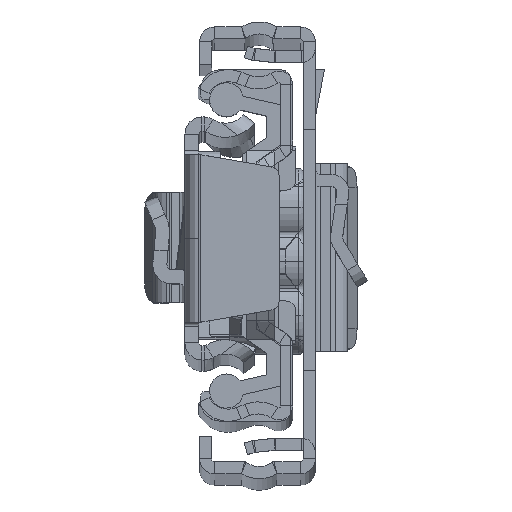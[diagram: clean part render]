
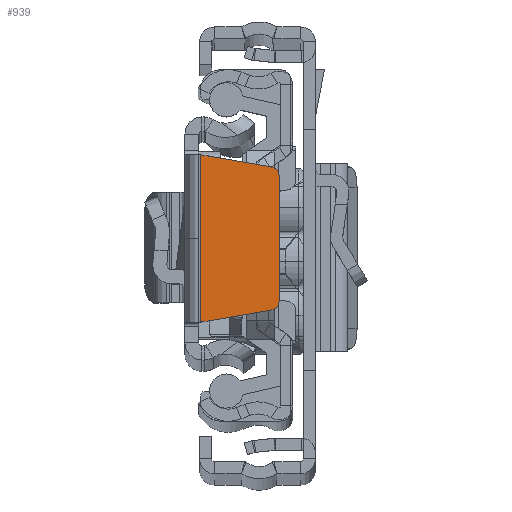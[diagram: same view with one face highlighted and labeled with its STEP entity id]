
A CAD part, top view. The second image highlights one B-rep face of the part: STEP entity #939.
In plain terms, the highlighted planar face has unit normal (0, 0, 1).
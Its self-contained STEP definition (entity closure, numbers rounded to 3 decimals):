
#152 = PLANE ( 'NONE',  #3192 ) ;
#485 = DIRECTION ( 'NONE',  ( 0., 0., -1. ) ) ;
#539 = ORIENTED_EDGE ( 'NONE', *, *, #15244, .T. ) ;
#939 = ADVANCED_FACE ( 'NONE', ( #15507 ), #152, .F. ) ;
#1717 = ORIENTED_EDGE ( 'NONE', *, *, #8211, .T. ) ;
#1810 = CARTESIAN_POINT ( 'NONE',  ( 8.4, -6.156, 0. ) ) ;
#2128 = DIRECTION ( 'NONE',  ( 0., 0., 1. ) ) ;
#2585 = DIRECTION ( 'NONE',  ( 0., 1., 0. ) ) ;
#2998 = VECTOR ( 'NONE', #11653, 1000. ) ;
#3192 = AXIS2_PLACEMENT_3D ( 'NONE', #16830, #485, #13862 ) ;
#3597 = DIRECTION ( 'NONE',  ( 0., 0., 1. ) ) ;
#4280 = CARTESIAN_POINT ( 'NONE',  ( 9.4, 6.156, 0. ) ) ;
#4322 = LINE ( 'NONE', #10915, #11453 ) ;
#5126 = CARTESIAN_POINT ( 'NONE',  ( 8.4, 6.156, 0. ) ) ;
#6424 = LINE ( 'NONE', #18419, #13199 ) ;
#6684 = CARTESIAN_POINT ( 'NONE',  ( 1.6, -8.333, 0. ) ) ;
#6824 = VECTOR ( 'NONE', #14019, 1000. ) ;
#6859 = EDGE_CURVE ( 'NONE', #15103, #21371, #18625, .T. ) ;
#7019 = AXIS2_PLACEMENT_3D ( 'NONE', #1810, #2128, #8504 ) ;
#8211 = EDGE_CURVE ( 'NONE', #21726, #14226, #4322, .T. ) ;
#8504 = DIRECTION ( 'NONE',  ( 1., 0., 0. ) ) ;
#9341 = EDGE_CURVE ( 'NONE', #19124, #9798, #6424, .T. ) ;
#9798 = VERTEX_POINT ( 'NONE', #13728 ) ;
#10915 = CARTESIAN_POINT ( 'NONE',  ( 9.4, 6.156, 0. ) ) ;
#10975 = ORIENTED_EDGE ( 'NONE', *, *, #6859, .T. ) ;
#11453 = VECTOR ( 'NONE', #2585, 1000. ) ;
#11653 = DIRECTION ( 'NONE',  ( 0., -1., 0. ) ) ;
#11865 = CARTESIAN_POINT ( 'NONE',  ( 9.4, -6.156, 0. ) ) ;
#12638 = CARTESIAN_POINT ( 'NONE',  ( 8.568, 7.142, 0. ) ) ;
#13199 = VECTOR ( 'NONE', #16329, 1000. ) ;
#13706 = CIRCLE ( 'NONE', #7019, 1. ) ;
#13728 = CARTESIAN_POINT ( 'NONE',  ( 1.6, 8.333, 0. ) ) ;
#13862 = DIRECTION ( 'NONE',  ( 1., 0., 0. ) ) ;
#13917 = CARTESIAN_POINT ( 'NONE',  ( 8.568, -7.142, 0. ) ) ;
#14019 = DIRECTION ( 'NONE',  ( 0.986, 0.168, 0. ) ) ;
#14226 = VERTEX_POINT ( 'NONE', #4280 ) ;
#14523 = ORIENTED_EDGE ( 'NONE', *, *, #21684, .T. ) ;
#15027 = ORIENTED_EDGE ( 'NONE', *, *, #18172, .T. ) ;
#15103 = VERTEX_POINT ( 'NONE', #16646 ) ;
#15141 = DIRECTION ( 'NONE',  ( 1., 0., 0. ) ) ;
#15244 = EDGE_CURVE ( 'NONE', #21371, #21726, #13706, .T. ) ;
#15507 = FACE_OUTER_BOUND ( 'NONE', #19149, .T. ) ;
#16329 = DIRECTION ( 'NONE',  ( -0.986, 0.168, 0. ) ) ;
#16549 = CIRCLE ( 'NONE', #18310, 1. ) ;
#16646 = CARTESIAN_POINT ( 'NONE',  ( 1.6, -8.333, 0. ) ) ;
#16830 = CARTESIAN_POINT ( 'NONE',  ( 8.4, 6.156, 0. ) ) ;
#17162 = CARTESIAN_POINT ( 'NONE',  ( 8.568, -7.142, 0. ) ) ;
#18172 = EDGE_CURVE ( 'NONE', #14226, #19124, #16549, .T. ) ;
#18310 = AXIS2_PLACEMENT_3D ( 'NONE', #5126, #3597, #15141 ) ;
#18355 = LINE ( 'NONE', #6684, #2998 ) ;
#18419 = CARTESIAN_POINT ( 'NONE',  ( 1.5, 8.35, 0. ) ) ;
#18625 = LINE ( 'NONE', #13917, #6824 ) ;
#19124 = VERTEX_POINT ( 'NONE', #12638 ) ;
#19149 = EDGE_LOOP ( 'NONE', ( #14523, #10975, #539, #1717, #15027, #20261 ) ) ;
#20261 = ORIENTED_EDGE ( 'NONE', *, *, #9341, .T. ) ;
#21371 = VERTEX_POINT ( 'NONE', #17162 ) ;
#21684 = EDGE_CURVE ( 'NONE', #9798, #15103, #18355, .T. ) ;
#21726 = VERTEX_POINT ( 'NONE', #11865 ) ;
